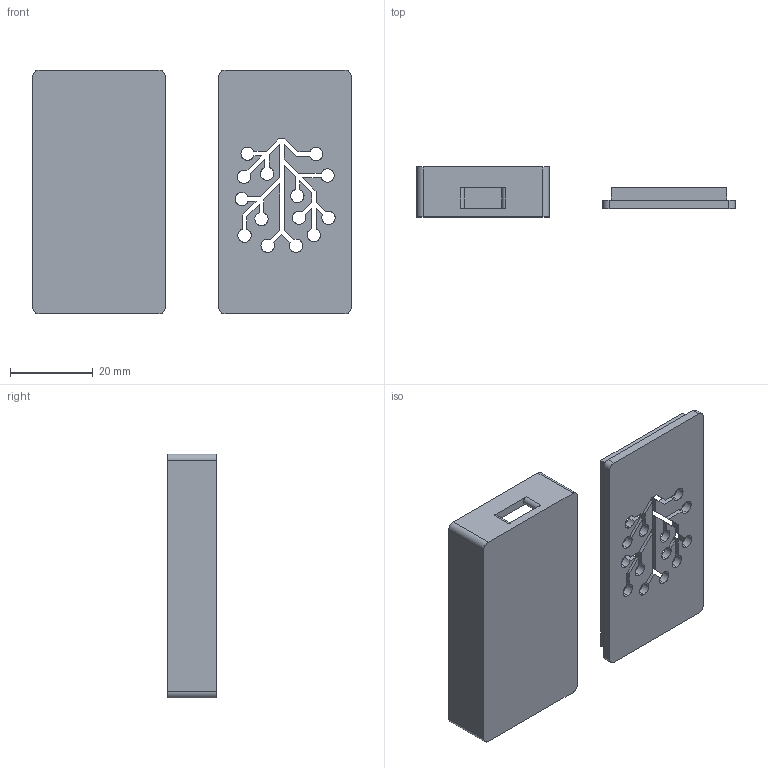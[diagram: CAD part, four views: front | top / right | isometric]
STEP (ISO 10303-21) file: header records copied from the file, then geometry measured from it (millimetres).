
FILE_DESCRIPTION(/* description */ (''),/* implementation_level */ '2;1');
FILE_NAME(/* name */ 'ESP32 Case v1.stp',/* time_stamp */ '2022-09-22T11:53:35+02:00',/* author */ (''),/* organization */ (''),/* preprocessor_version */ 'ST-DEVELOPER v19',/* originating_system */ 'Autodesk Translation Framework v11.7.0.108',/* authorisation */ '');
FILE_SCHEMA (('AUTOMOTIVE_DESIGN { 1 0 10303 214 3 1 1 }'));
Length unit declared in the file: millimetre
Products named in the file (1): ESP32 Case
Bounding box: 77 x 12 x 59 mm (x, y, z)
Volume: 11180.9 mm3; surface area: 12820.3 mm2
Topology: 2 solids, 2 shells, 146 faces, 420 edges, 280 vertices
Faces by surface type: plane 75, bspline 61, cylinder 10
Entity records: 5115 total; most frequent: CARTESIAN_POINT 1706, ORIENTED_EDGE 840, DIRECTION 490, EDGE_CURVE 420, VERTEX_POINT 280, LINE 278, VECTOR 278, EDGE_LOOP 152
